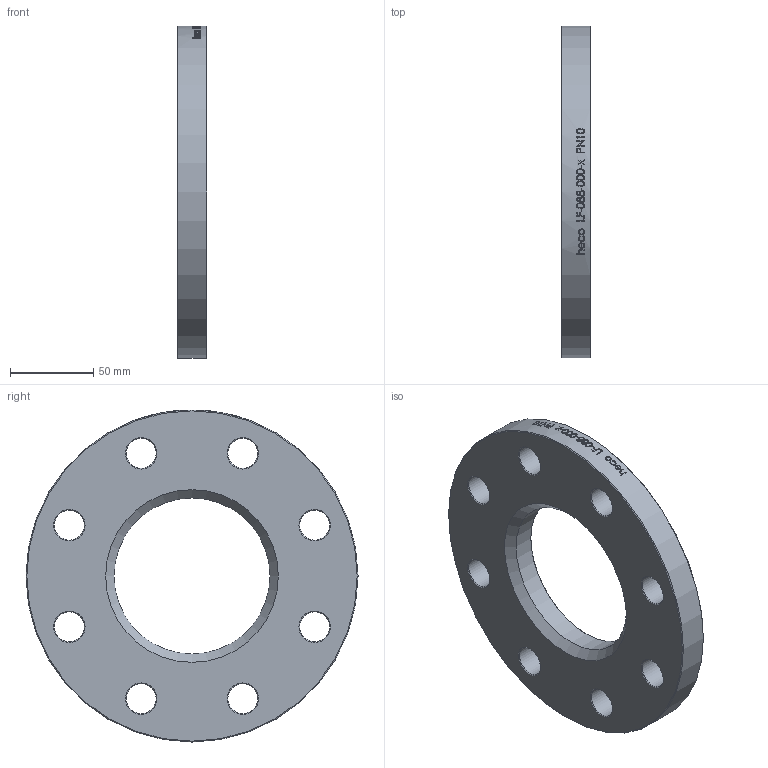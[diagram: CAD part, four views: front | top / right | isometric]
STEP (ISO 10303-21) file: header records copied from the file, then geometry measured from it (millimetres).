
FILE_DESCRIPTION (( 'STEP AP214' ), '1' );
FILE_NAME ('LF-088-000-x Loser Flansch PN10 2101.STEP', '2021-01-18T11:53:31', ( '' ), ( '' ), 'SwSTEP 2.0', 'SolidWorks 2019', '' );
FILE_SCHEMA (( 'AUTOMOTIVE_DESIGN' ));
Length unit declared in the file: millimetre
Products named in the file (1): LF-088-000-x Loser Flansch PN10 2101
Bounding box: 18 x 200 x 200 mm (x, y, z)
Volume: 399281.3 mm3; surface area: 68086.3 mm2
Topology: 1 solids, 1 shells, 65 faces, 283 edges, 251 vertices
Faces by surface type: cylinder 43, cone 20, plane 2
Full cylindrical faces by diameter (mm): 18 x8, 94 x1, 200 x1
Entity records: 7358 total; most frequent: CARTESIAN_POINT 5026, ORIENTED_EDGE 474, DIRECTION 306, EDGE_CURVE 237, VERTEX_POINT 237, EDGE_LOOP 144, AXIS2_PLACEMENT_3D 139, B_SPLINE_CURVE_WITH_KNOTS 135
